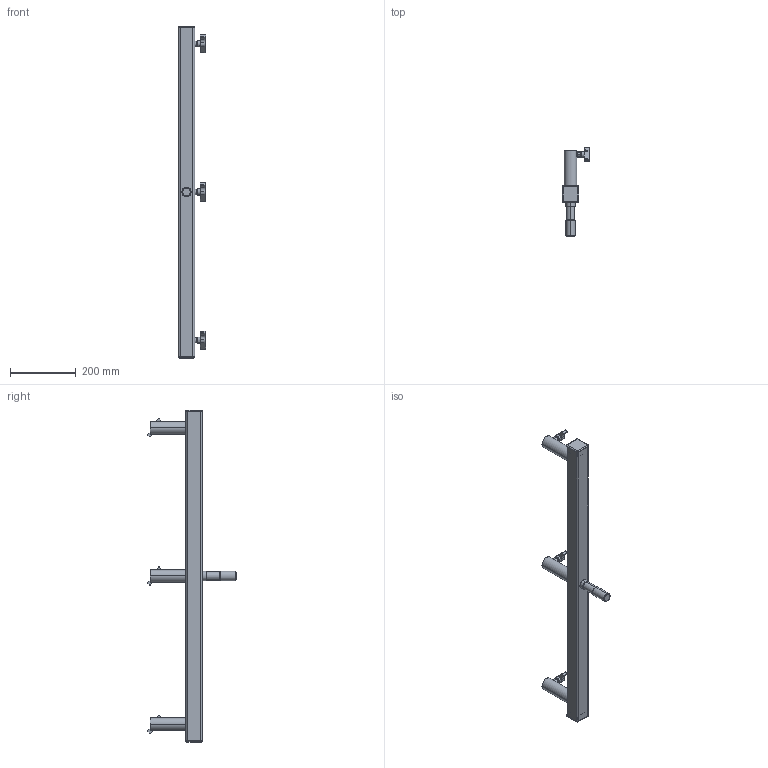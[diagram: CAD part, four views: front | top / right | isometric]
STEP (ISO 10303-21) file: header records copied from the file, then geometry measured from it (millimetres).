
FILE_DESCRIPTION (( 'STEP AP203' ), '1' );
FILE_NAME ('G1315.STEP', '2018-09-27T10:00:50', ( '' ), ( '' ), 'SwSTEP 2.0', 'SolidWorks 2016', '' );
FILE_SCHEMA (( 'CONFIG_CONTROL_DESIGN' ));
Length unit declared in the file: millimetre
Products named in the file (8): TH1784; Doughty Knob_S0154; G1315; TH1782; S1533; TH1783; TH1776; TH2218
Assembly tree (14 placements, depth 3):
  G1315
    TH1784
      TH1782
      TH1776
      TH1783  x3
      TH2218  x3
    Doughty Knob_S0154  x3
    S1533  x2
Bounding box: 83.35 x 269.03 x 1008 mm (x, y, z)
Volume: 915667.5 mm3; surface area: 482511.7 mm2
Topology: 13 solids, 13 shells, 524 faces, 1299 edges, 830 vertices
Faces by surface type: plane 254, cylinder 182, cone 56, torus 24, sphere 8
Entity records: 7379 total; most frequent: CARTESIAN_POINT 1228, DIRECTION 1143, ORIENTED_EDGE 1018, EDGE_CURVE 509, AXIS2_PLACEMENT_3D 415, VERTEX_POINT 326, VECTOR 313, LINE 313
